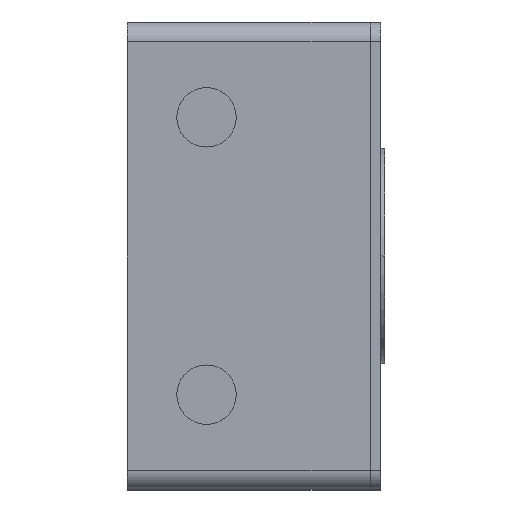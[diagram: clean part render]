
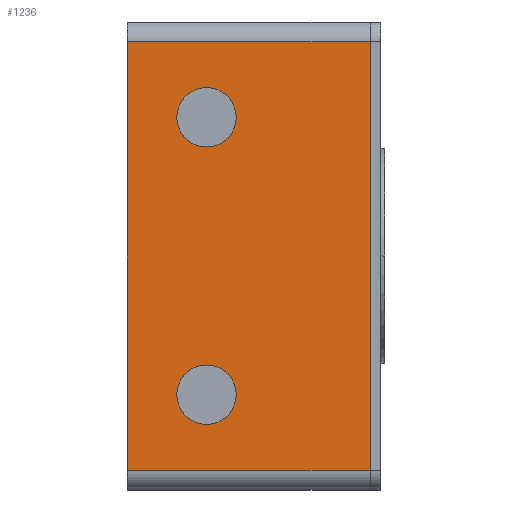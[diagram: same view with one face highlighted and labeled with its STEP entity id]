
A CAD part, left-side view. The second image highlights one B-rep face of the part: STEP entity #1236.
In plain terms, the highlighted planar face has unit normal (-1, 0, 0).
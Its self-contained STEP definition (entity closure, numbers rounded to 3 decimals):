
#649=CARTESIAN_POINT('POINT41',(-74.,3.045,6.985));
#650=VERTEX_POINT('VERTEX41',#649);
#657=CARTESIAN_POINT('POINT42',(-74.,3.045,10.795));
#658=VERTEX_POINT('VERTEX42',#657);
#659=CARTESIAN_POINT('POS64',(-74.,3.045,8.89));
#660=DIRECTION('DIR104',(1.,0.,0.));
#661=DIRECTION('DIR105',(0.,0.,-1.));
#662=AXIS2_PLACEMENT_3D('AXIS41',#659,#660,#661);
#663=CIRCLE('ELLIPSE22',#662,1.905);
#664=EDGE_CURVE('EDGE64',#658,#650,#663,.T.);
#684=EDGE_CURVE('EDGE66',#650,#658,#663,.T.);
#689=CARTESIAN_POINT('POINT43',(-74.,3.045,-10.795));
#690=VERTEX_POINT('VERTEX43',#689);
#697=CARTESIAN_POINT('POINT44',(-74.,3.045,-6.985));
#698=VERTEX_POINT('VERTEX44',#697);
#699=CARTESIAN_POINT('POS68',(-74.,3.045,-8.89));
#700=DIRECTION('DIR110',(1.,0.,0.));
#701=DIRECTION('DIR111',(0.,0.,-1.));
#702=AXIS2_PLACEMENT_3D('AXIS43',#699,#700,#701);
#703=CIRCLE('ELLIPSE23',#702,1.905);
#704=EDGE_CURVE('EDGE68',#698,#690,#703,.T.);
#724=EDGE_CURVE('EDGE70',#690,#698,#703,.T.);
#843=CARTESIAN_POINT('POINT59',(-74.,-7.45,
   13.73));
#844=VERTEX_POINT('VERTEX59',#843);
#852=CARTESIAN_POINT('POINT60',(-74.,-7.45,-13.73));
#853=VERTEX_POINT('VERTEX60',#852);
#854=CARTESIAN_POINT('POS85',(-74.,-7.45,13.73));
#855=DIRECTION('DIR136',(0.,0.,
   1.));
#856=VECTOR('VEC34',#855,25.4);
#857=LINE('STRAIGHT34',#854,#856);
#858=EDGE_CURVE('EDGE85',#853,#844,#857,.T.);
#1182=CARTESIAN_POINT('POINT74',(-74.,8.125,
   13.73));
#1183=VERTEX_POINT('VERTEX74',#1182);
#1191=CARTESIAN_POINT('POS126',(-74.,8.125,
   13.73));
#1192=DIRECTION('DIR198',(0.,-1.,0.));
#1193=VECTOR('VEC54',#1192,25.4);
#1194=LINE('STRAIGHT54',#1191,#1193);
#1195=EDGE_CURVE('EDGE113',#1183,#844,#1194,.T.);
#1205=ORIENTED_EDGE('COEDGE205',*,*,#724,.T.);
#1206=ORIENTED_EDGE('COEDGE206',*,*,#704,.T.);
#1207=EDGE_LOOP('NONE',(#1205,#1206));
#1208=FACE_BOUND('LOOP1',#1207,.T.);
#1209=ORIENTED_EDGE('COEDGE207',*,*,#684,.T.);
#1210=ORIENTED_EDGE('COEDGE208',*,*,#664,.T.);
#1211=EDGE_LOOP('NONE',(#1209,#1210));
#1212=FACE_BOUND('LOOP1',#1211,.T.);
#1213=ORIENTED_EDGE('COEDGE209',*,*,#858,.T.);
#1214=ORIENTED_EDGE('COEDGE210',*,*,#1195,.F.);
#1215=CARTESIAN_POINT('POINT75',(-74.,8.125,-13.73));
#1216=VERTEX_POINT('VERTEX75',#1215);
#1217=CARTESIAN_POINT('POS128',(-74.,8.125,13.73));
#1218=DIRECTION('DIR201',(0.,0.,
   -1.));
#1219=VECTOR('VEC55',#1218,25.4);
#1220=LINE('STRAIGHT55',#1217,#1219);
#1221=EDGE_CURVE('EDGE114',#1183,#1216,#1220,.T.);
#1222=ORIENTED_EDGE('COEDGE211',*,*,#1221,.T.);
#1223=CARTESIAN_POINT('POS129',(-74.,8.125,-13.73));
#1224=DIRECTION('DIR202',(0.,-1.,0.));
#1225=VECTOR('VEC56',#1224,25.4);
#1226=LINE('STRAIGHT56',#1223,#1225);
#1227=EDGE_CURVE('EDGE115',#1216,#853,#1226,.T.);
#1228=ORIENTED_EDGE('COEDGE212',*,*,#1227,.T.);
#1229=EDGE_LOOP('NONE',(#1213,#1214,#1222,#1228));
#1230=FACE_BOUND('LOOP1',#1229,.T.);
#1231=CARTESIAN_POINT('POS130',(-74.,8.125,-13.73));
#1232=DIRECTION('DIR203',(-1.,0.,
   0.));
#1233=DIRECTION('DIR204',(0.,1.,
   0.));
#1234=AXIS2_PLACEMENT_3D('AXIS74',#1231,#1232,#1233);
#1235=PLANE('PLANE17',#1234);
#1236=ADVANCED_FACE('FACE49',(#1208,#1212,#1230),#1235,.T.);
